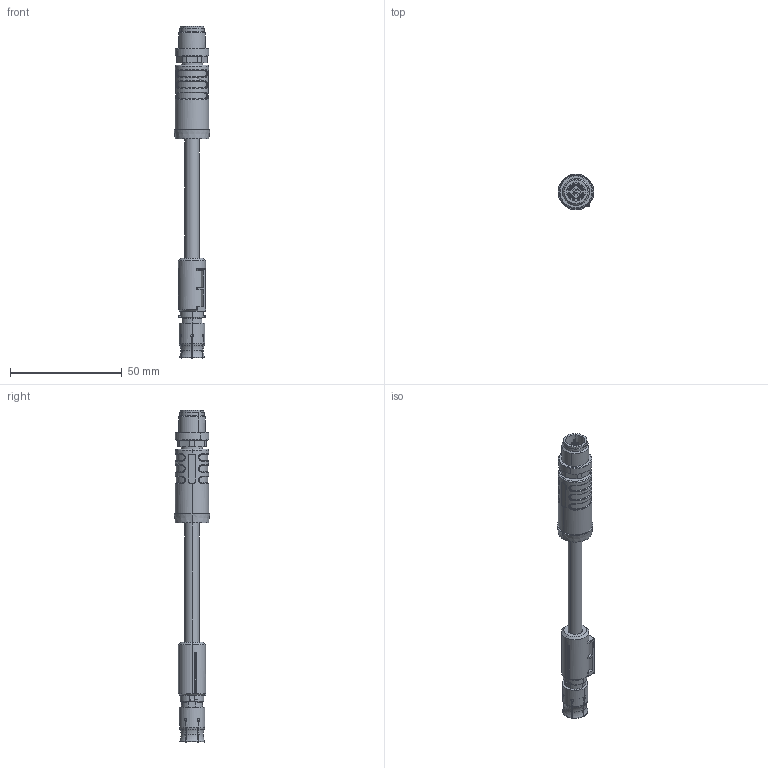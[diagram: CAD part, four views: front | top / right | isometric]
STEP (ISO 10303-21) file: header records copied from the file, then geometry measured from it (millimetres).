
FILE_DESCRIPTION(('CATIA V5 STEP Exchange','CAx-IF Rec.Pracs.--- Model Styling and Organization---1.5--- 2016-08-15','CAx-IF Rec.Pracs.---Supplemental Geometry---1.0---2011-11-01','CAx-IF Rec.Pracs.--- Composite Materials ---1.1---2010-07-15'),'2;1');
FILE_NAME ('137518-2_0', '2025-05-12T11:39:25+00:00', ('none'), ('Weidmueller'), 'CATIA Version 5-6 Release 2022 SP4 HF5', 'CATIA V5 STEP AP214 v3', 'none');
FILE_SCHEMA(('AUTOMOTIVE_DESIGN { 1 0 10303 214 1 1 1 1 }'));
Length unit declared in the file: millimetre
Products named in the file (1): 2503780000
Bounding box: 16 x 16 x 148.45 mm (x, y, z)
Volume: 13401.9 mm3; surface area: 7219.6 mm2
Topology: 1 solids, 2 shells, 677 faces, 1827 edges, 1163 vertices
Faces by surface type: cylinder 224, plane 215, torus 90, cone 61, bspline 53, sphere 34
Entity records: 24534 total; most frequent: CARTESIAN_POINT 8862, ORIENTED_EDGE 3584, DIRECTION 2402, EDGE_CURVE 1792, VERTEX_POINT 1163, AXIS2_PLACEMENT_3D 1116, EDGE_LOOP 723, ADVANCED_FACE 677
